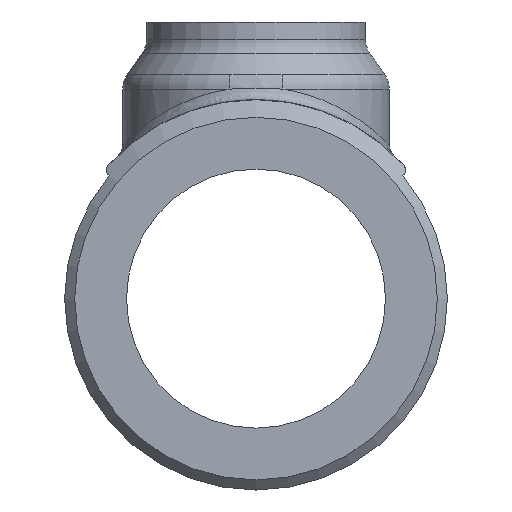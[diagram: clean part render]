
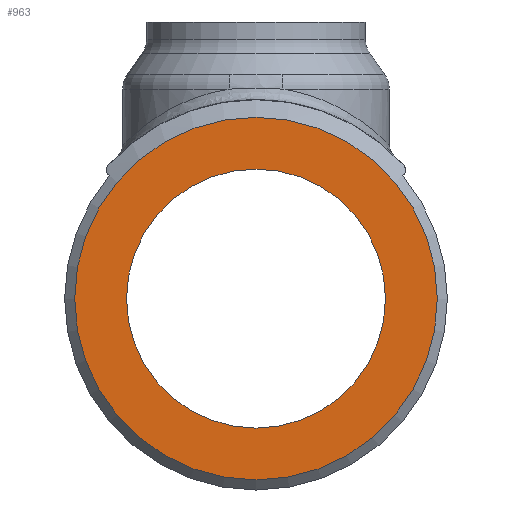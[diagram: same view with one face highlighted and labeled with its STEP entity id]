
A CAD part, front view. The second image highlights one B-rep face of the part: STEP entity #963.
In plain terms, the highlighted planar face has unit normal (0, -1, 0).
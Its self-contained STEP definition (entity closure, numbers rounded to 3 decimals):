
#39=FACE_BOUND('',#175,.T.);
#54=PLANE('',#1070);
#112=FACE_OUTER_BOUND('',#174,.T.);
#174=EDGE_LOOP('',(#843));
#175=EDGE_LOOP('',(#844));
#286=CIRCLE('',#1069,51.5);
#287=CIRCLE('',#1071,72.1);
#453=VERTEX_POINT('',#2814);
#454=VERTEX_POINT('',#2818);
#589=EDGE_CURVE('',#453,#453,#286,.T.);
#590=EDGE_CURVE('',#454,#454,#287,.T.);
#843=ORIENTED_EDGE('',*,*,#590,.F.);
#844=ORIENTED_EDGE('',*,*,#589,.T.);
#963=ADVANCED_FACE('',(#112,#39),#54,.T.);
#1069=AXIS2_PLACEMENT_3D('',#2816,#1276,#1277);
#1070=AXIS2_PLACEMENT_3D('',#2817,#1278,#1279);
#1071=AXIS2_PLACEMENT_3D('',#2819,#1280,#1281);
#1276=DIRECTION('center_axis',(0.,1.,0.));
#1277=DIRECTION('ref_axis',(1.,0.,0.));
#1278=DIRECTION('center_axis',(0.,-1.,0.));
#1279=DIRECTION('ref_axis',(0.,0.,-1.));
#1280=DIRECTION('center_axis',(0.,1.,0.));
#1281=DIRECTION('ref_axis',(1.,0.,0.));
#2814=CARTESIAN_POINT('',(0.,-25.,-51.5));
#2816=CARTESIAN_POINT('Origin',(0.,-25.,0.));
#2817=CARTESIAN_POINT('Origin',(0.,-25.,72.1));
#2818=CARTESIAN_POINT('',(0.,-25.,-72.1));
#2819=CARTESIAN_POINT('Origin',(0.,-25.,0.));
